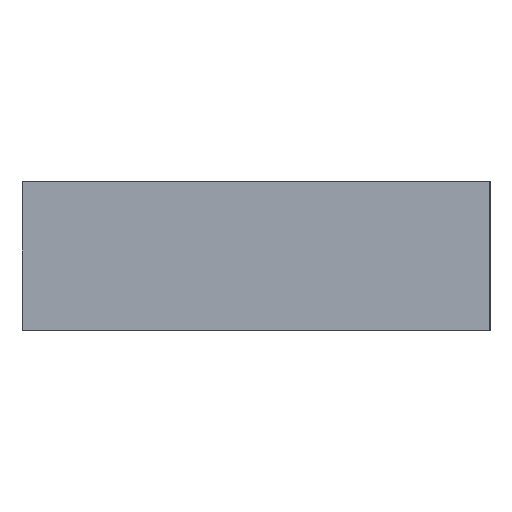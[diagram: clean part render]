
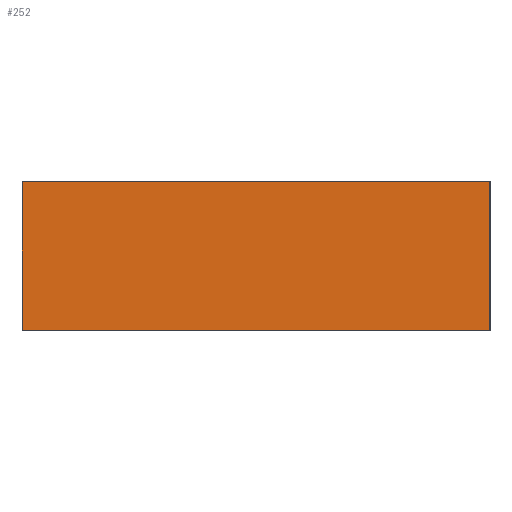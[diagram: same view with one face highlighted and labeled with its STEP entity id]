
A CAD part, top view. The second image highlights one B-rep face of the part: STEP entity #252.
In plain terms, the highlighted planar face has unit normal (0, 0, 1).
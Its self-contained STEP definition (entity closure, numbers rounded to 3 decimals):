
#149=ORIENTED_EDGE('',*,*,#179,.T.);
#150=ORIENTED_EDGE('',*,*,#187,.T.);
#151=ORIENTED_EDGE('',*,*,#194,.T.);
#152=ORIENTED_EDGE('',*,*,#195,.T.);
#179=EDGE_CURVE('',#204,#203,#374,.T.);
#187=EDGE_CURVE('',#203,#210,#380,.T.);
#194=EDGE_CURVE('',#210,#216,#385,.T.);
#195=EDGE_CURVE('',#216,#204,#386,.T.);
#203=VERTEX_POINT('',#614);
#204=VERTEX_POINT('',#616);
#210=VERTEX_POINT('',#630);
#216=VERTEX_POINT('',#644);
#220=EDGE_LOOP('',(#149,#150,#151,#152));
#230=FACE_BOUND('',#220,.T.);
#240=PLANE('',#453);
#252=ADVANCED_FACE('',(#230),#240,.T.);
#374=LINE('',#615,#407);
#380=LINE('',#631,#413);
#385=LINE('',#645,#418);
#386=LINE('',#647,#419);
#407=VECTOR('',#497,1000.);
#413=VECTOR('',#509,1000.);
#418=VECTOR('',#520,1000.);
#419=VECTOR('',#523,1000.);
#453=AXIS2_PLACEMENT_3D('',#646,#521,#522);
#497=DIRECTION('',(-1.,0.,0.));
#509=DIRECTION('',(0.,-1.,0.));
#520=DIRECTION('',(1.,0.,0.));
#521=DIRECTION('',(0.,0.,1.));
#522=DIRECTION('',(1.,0.,0.));
#523=DIRECTION('',(0.,1.,0.));
#614=CARTESIAN_POINT('',(0.,100.,0.1));
#615=CARTESIAN_POINT('',(315.,100.,0.1));
#616=CARTESIAN_POINT('',(314.5,100.,0.1));
#630=CARTESIAN_POINT('',(0.,0.,0.1));
#631=CARTESIAN_POINT('',(0.,100.,0.1));
#644=CARTESIAN_POINT('',(314.5,0.,0.1));
#645=CARTESIAN_POINT('',(0.,0.,0.1));
#646=CARTESIAN_POINT('',(0.,0.,0.1));
#647=CARTESIAN_POINT('',(314.5,0.,0.1));
